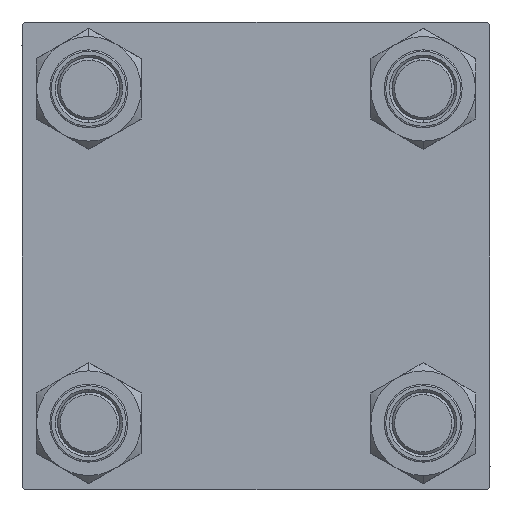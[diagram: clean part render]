
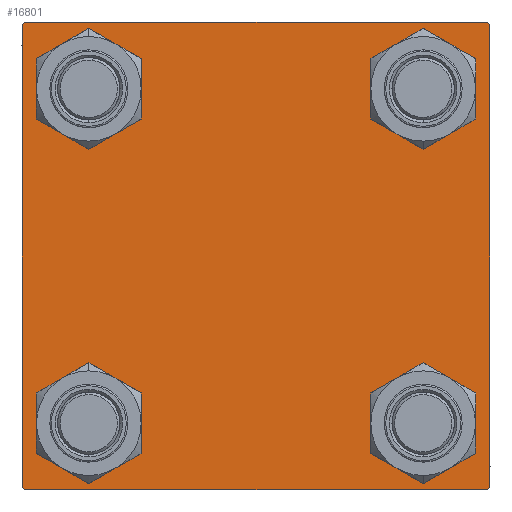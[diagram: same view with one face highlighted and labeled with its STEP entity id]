
A CAD part, left-side view. The second image highlights one B-rep face of the part: STEP entity #16801.
In plain terms, the highlighted planar face has unit normal (-1, 0, 0).
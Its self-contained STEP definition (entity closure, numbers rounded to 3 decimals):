
#578 = AXIS2_PLACEMENT_3D ( 'NONE', #30263, #22647, #49843 ) ;
#1006 = EDGE_CURVE ( 'NONE', #8957, #46168, #23971, .T. ) ;
#1113 = CARTESIAN_POINT ( 'NONE',  ( 0., -44.5, 45. ) ) ;
#1688 = ORIENTED_EDGE ( 'NONE', *, *, #2025, .T. ) ;
#1859 = DIRECTION ( 'NONE',  ( 0., 0.707, 0.707 ) ) ;
#2025 = EDGE_CURVE ( 'NONE', #42308, #13044, #12257, .T. ) ;
#2293 = CARTESIAN_POINT ( 'NONE',  ( 0., -32.15, 32.15 ) ) ;
#2461 = EDGE_CURVE ( 'NONE', #47595, #14138, #45365, .T. ) ;
#2738 = AXIS2_PLACEMENT_3D ( 'NONE', #15101, #47571, #3398 ) ;
#3398 = DIRECTION ( 'NONE',  ( 0., 0., 1. ) ) ;
#3467 = LINE ( 'NONE', #34245, #46140 ) ;
#3761 = CARTESIAN_POINT ( 'NONE',  ( 0., 32.15, 32.15 ) ) ;
#4492 = EDGE_CURVE ( 'NONE', #46168, #42308, #23777, .T. ) ;
#5271 = DIRECTION ( 'NONE',  ( 1., 0., 0. ) ) ;
#5658 = EDGE_LOOP ( 'NONE', ( #21187, #7704 ) ) ;
#5835 = ORIENTED_EDGE ( 'NONE', *, *, #35574, .F. ) ;
#5909 = VERTEX_POINT ( 'NONE', #18970 ) ;
#6668 = VERTEX_POINT ( 'NONE', #33058 ) ;
#6758 = ORIENTED_EDGE ( 'NONE', *, *, #4492, .T. ) ;
#6780 = DIRECTION ( 'NONE',  ( 0., 0., 1. ) ) ;
#6844 = CARTESIAN_POINT ( 'NONE',  ( 0., 44.5, -45. ) ) ;
#7566 = DIRECTION ( 'NONE',  ( 0., 0., 1. ) ) ;
#7704 = ORIENTED_EDGE ( 'NONE', *, *, #40182, .T. ) ;
#7855 = VERTEX_POINT ( 'NONE', #41597 ) ;
#8432 = DIRECTION ( 'NONE',  ( 0., -0.707, -0.707 ) ) ;
#8436 = CARTESIAN_POINT ( 'NONE',  ( 0., -44.75, -44.75 ) ) ;
#8576 = DIRECTION ( 'NONE',  ( 0., 0., 1. ) ) ;
#8773 = VERTEX_POINT ( 'NONE', #44973 ) ;
#8817 = CIRCLE ( 'NONE', #20191, 6.5 ) ;
#8957 = VERTEX_POINT ( 'NONE', #9752 ) ;
#9752 = CARTESIAN_POINT ( 'NONE',  ( 0., 45., -44.5 ) ) ;
#9853 = FACE_BOUND ( 'NONE', #25500, .T. ) ;
#10787 = AXIS2_PLACEMENT_3D ( 'NONE', #3761, #50053, #7566 ) ;
#10886 = LINE ( 'NONE', #29470, #38598 ) ;
#11226 = EDGE_CURVE ( 'NONE', #15414, #8957, #10886, .T. ) ;
#12257 = LINE ( 'NONE', #8436, #35979 ) ;
#12718 = EDGE_CURVE ( 'NONE', #13083, #5909, #24835, .T. ) ;
#13044 = VERTEX_POINT ( 'NONE', #24319 ) ;
#13047 = CARTESIAN_POINT ( 'NONE',  ( 0., -44.75, 44.75 ) ) ;
#13083 = VERTEX_POINT ( 'NONE', #20251 ) ;
#13930 = FACE_BOUND ( 'NONE', #35782, .T. ) ;
#14023 = EDGE_LOOP ( 'NONE', ( #22679, #40251, #6758, #1688, #5835, #14980, #20574, #24338 ) ) ;
#14138 = VERTEX_POINT ( 'NONE', #1113 ) ;
#14348 = CARTESIAN_POINT ( 'NONE',  ( 0., -45., 45. ) ) ;
#14432 = DIRECTION ( 'NONE',  ( 0., 0., 1. ) ) ;
#14862 = ORIENTED_EDGE ( 'NONE', *, *, #34308, .T. ) ;
#14868 = VERTEX_POINT ( 'NONE', #23034 ) ;
#14980 = ORIENTED_EDGE ( 'NONE', *, *, #47995, .T. ) ;
#15101 = CARTESIAN_POINT ( 'NONE',  ( 0., 32.15, -32.15 ) ) ;
#15145 = DIRECTION ( 'NONE',  ( 0., -1., 0. ) ) ;
#15414 = VERTEX_POINT ( 'NONE', #25499 ) ;
#16573 = CARTESIAN_POINT ( 'NONE',  ( 0., -32.15, -38.65 ) ) ;
#16801 = ADVANCED_FACE ( 'NONE', ( #47527, #13930, #49032, #9853, #30464 ), #29450, .T. ) ;
#17557 = DIRECTION ( 'NONE',  ( 1., 0., 0. ) ) ;
#18970 = CARTESIAN_POINT ( 'NONE',  ( 0., -32.15, 25.65 ) ) ;
#19208 = CARTESIAN_POINT ( 'NONE',  ( 0., 45., -45. ) ) ;
#19713 = ORIENTED_EDGE ( 'NONE', *, *, #12718, .T. ) ;
#19871 = CIRCLE ( 'NONE', #20680, 6.5 ) ;
#20191 = AXIS2_PLACEMENT_3D ( 'NONE', #47908, #20970, #48158 ) ;
#20251 = CARTESIAN_POINT ( 'NONE',  ( 0., -32.15, 38.65 ) ) ;
#20540 = CIRCLE ( 'NONE', #10787, 6.5 ) ;
#20574 = ORIENTED_EDGE ( 'NONE', *, *, #2461, .F. ) ;
#20680 = AXIS2_PLACEMENT_3D ( 'NONE', #48503, #36812, #6780 ) ;
#20970 = DIRECTION ( 'NONE',  ( 1., 0., 0. ) ) ;
#21187 = ORIENTED_EDGE ( 'NONE', *, *, #28751, .T. ) ;
#22074 = DIRECTION ( 'NONE',  ( -1., 0., 0. ) ) ;
#22109 = VECTOR ( 'NONE', #15145, 1000. ) ;
#22258 = VERTEX_POINT ( 'NONE', #16573 ) ;
#22480 = VERTEX_POINT ( 'NONE', #35601 ) ;
#22647 = DIRECTION ( 'NONE',  ( 1., 0., 0. ) ) ;
#22664 = EDGE_CURVE ( 'NONE', #30963, #14868, #20540, .T. ) ;
#22679 = ORIENTED_EDGE ( 'NONE', *, *, #11226, .T. ) ;
#23034 = CARTESIAN_POINT ( 'NONE',  ( 0., 32.15, 38.65 ) ) ;
#23045 = CIRCLE ( 'NONE', #2738, 6.5 ) ;
#23777 = LINE ( 'NONE', #19208, #22109 ) ;
#23786 = VECTOR ( 'NONE', #44600, 1000. ) ;
#23856 = CARTESIAN_POINT ( 'NONE',  ( 0., -32.15, 32.15 ) ) ;
#23971 = LINE ( 'NONE', #35663, #40808 ) ;
#23975 = DIRECTION ( 'NONE',  ( 0., -0.707, 0.707 ) ) ;
#24319 = CARTESIAN_POINT ( 'NONE',  ( 0., -45., -44.5 ) ) ;
#24338 = ORIENTED_EDGE ( 'NONE', *, *, #42861, .T. ) ;
#24835 = CIRCLE ( 'NONE', #32926, 6.5 ) ;
#25142 = EDGE_CURVE ( 'NONE', #22480, #22258, #32017, .T. ) ;
#25202 = CARTESIAN_POINT ( 'NONE',  ( 0., -32.15, -32.15 ) ) ;
#25322 = CARTESIAN_POINT ( 'NONE',  ( 0., 44.5, 45. ) ) ;
#25499 = CARTESIAN_POINT ( 'NONE',  ( 0., 45., 44.5 ) ) ;
#25500 = EDGE_LOOP ( 'NONE', ( #36752, #33032 ) ) ;
#26381 = DIRECTION ( 'NONE',  ( 0., 0.707, -0.707 ) ) ;
#26573 = AXIS2_PLACEMENT_3D ( 'NONE', #34020, #22074, #14432 ) ;
#26806 = DIRECTION ( 'NONE',  ( 0., 0., -1. ) ) ;
#26910 = EDGE_CURVE ( 'NONE', #14868, #30963, #19871, .T. ) ;
#28751 = EDGE_CURVE ( 'NONE', #8773, #6668, #23045, .T. ) ;
#29450 = PLANE ( 'NONE',  #26573 ) ;
#29470 = CARTESIAN_POINT ( 'NONE',  ( 0., 45., 45. ) ) ;
#29502 = DIRECTION ( 'NONE',  ( 0., 0., 1. ) ) ;
#30133 = VECTOR ( 'NONE', #1859, 1000. ) ;
#30263 = CARTESIAN_POINT ( 'NONE',  ( 0., -32.15, -32.15 ) ) ;
#30464 = FACE_OUTER_BOUND ( 'NONE', #14023, .T. ) ;
#30963 = VERTEX_POINT ( 'NONE', #44176 ) ;
#31347 = AXIS2_PLACEMENT_3D ( 'NONE', #23856, #5271, #8576 ) ;
#32017 = CIRCLE ( 'NONE', #34432, 6.5 ) ;
#32926 = AXIS2_PLACEMENT_3D ( 'NONE', #2293, #36380, #29502 ) ;
#33032 = ORIENTED_EDGE ( 'NONE', *, *, #22664, .T. ) ;
#33058 = CARTESIAN_POINT ( 'NONE',  ( 0., 32.15, -38.65 ) ) ;
#33582 = DIRECTION ( 'NONE',  ( 0., 0., 1. ) ) ;
#33649 = LINE ( 'NONE', #13047, #30133 ) ;
#33814 = VECTOR ( 'NONE', #26806, 1000. ) ;
#34020 = CARTESIAN_POINT ( 'NONE',  ( 0., 0., 0. ) ) ;
#34044 = DIRECTION ( 'NONE',  ( 0., 0., -1. ) ) ;
#34245 = CARTESIAN_POINT ( 'NONE',  ( 0., 44.75, 44.75 ) ) ;
#34308 = EDGE_CURVE ( 'NONE', #5909, #13083, #45971, .T. ) ;
#34424 = CARTESIAN_POINT ( 'NONE',  ( 0., -44.5, -45. ) ) ;
#34432 = AXIS2_PLACEMENT_3D ( 'NONE', #25202, #17557, #33582 ) ;
#35574 = EDGE_CURVE ( 'NONE', #7855, #13044, #49191, .T. ) ;
#35601 = CARTESIAN_POINT ( 'NONE',  ( 0., -32.15, -25.65 ) ) ;
#35663 = CARTESIAN_POINT ( 'NONE',  ( 0., 44.75, -44.75 ) ) ;
#35782 = EDGE_LOOP ( 'NONE', ( #48955, #39579 ) ) ;
#35979 = VECTOR ( 'NONE', #23975, 1000. ) ;
#36380 = DIRECTION ( 'NONE',  ( 1., 0., 0. ) ) ;
#36752 = ORIENTED_EDGE ( 'NONE', *, *, #26910, .T. ) ;
#36812 = DIRECTION ( 'NONE',  ( 1., 0., 0. ) ) ;
#37476 = CARTESIAN_POINT ( 'NONE',  ( 0., 45., 45. ) ) ;
#37654 = EDGE_CURVE ( 'NONE', #22258, #22480, #50136, .T. ) ;
#38598 = VECTOR ( 'NONE', #34044, 1000. ) ;
#39579 = ORIENTED_EDGE ( 'NONE', *, *, #37654, .T. ) ;
#40182 = EDGE_CURVE ( 'NONE', #6668, #8773, #8817, .T. ) ;
#40251 = ORIENTED_EDGE ( 'NONE', *, *, #1006, .T. ) ;
#40808 = VECTOR ( 'NONE', #8432, 1000. ) ;
#41597 = CARTESIAN_POINT ( 'NONE',  ( 0., -45., 44.5 ) ) ;
#41911 = EDGE_LOOP ( 'NONE', ( #19713, #14862 ) ) ;
#42308 = VERTEX_POINT ( 'NONE', #34424 ) ;
#42861 = EDGE_CURVE ( 'NONE', #47595, #15414, #3467, .T. ) ;
#44176 = CARTESIAN_POINT ( 'NONE',  ( 0., 32.15, 25.65 ) ) ;
#44600 = DIRECTION ( 'NONE',  ( 0., -1., 0. ) ) ;
#44973 = CARTESIAN_POINT ( 'NONE',  ( 0., 32.15, -25.65 ) ) ;
#45365 = LINE ( 'NONE', #37476, #23786 ) ;
#45971 = CIRCLE ( 'NONE', #31347, 6.5 ) ;
#46140 = VECTOR ( 'NONE', #26381, 1000. ) ;
#46168 = VERTEX_POINT ( 'NONE', #6844 ) ;
#47527 = FACE_BOUND ( 'NONE', #41911, .T. ) ;
#47571 = DIRECTION ( 'NONE',  ( 1., 0., 0. ) ) ;
#47595 = VERTEX_POINT ( 'NONE', #25322 ) ;
#47908 = CARTESIAN_POINT ( 'NONE',  ( 0., 32.15, -32.15 ) ) ;
#47995 = EDGE_CURVE ( 'NONE', #7855, #14138, #33649, .T. ) ;
#48158 = DIRECTION ( 'NONE',  ( 0., 0., 1. ) ) ;
#48503 = CARTESIAN_POINT ( 'NONE',  ( 0., 32.15, 32.15 ) ) ;
#48955 = ORIENTED_EDGE ( 'NONE', *, *, #25142, .T. ) ;
#49032 = FACE_BOUND ( 'NONE', #5658, .T. ) ;
#49191 = LINE ( 'NONE', #14348, #33814 ) ;
#49843 = DIRECTION ( 'NONE',  ( 0., 0., 1. ) ) ;
#50053 = DIRECTION ( 'NONE',  ( 1., 0., 0. ) ) ;
#50136 = CIRCLE ( 'NONE', #578, 6.5 ) ;
